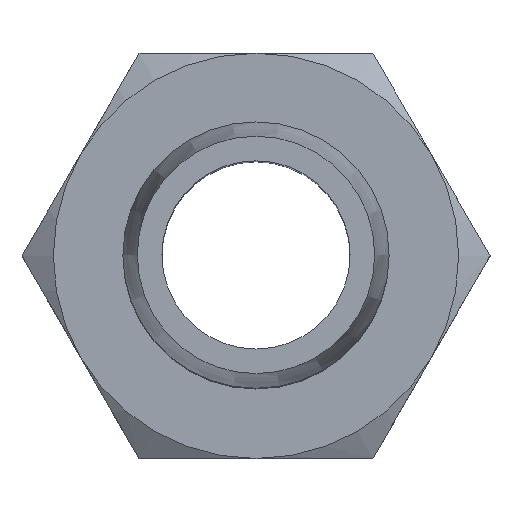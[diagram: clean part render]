
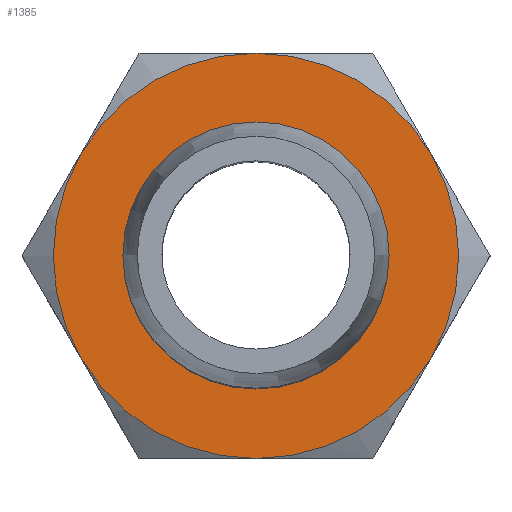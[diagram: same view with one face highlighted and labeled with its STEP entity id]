
A CAD part, top view. The second image highlights one B-rep face of the part: STEP entity #1385.
In plain terms, the highlighted face is planar.
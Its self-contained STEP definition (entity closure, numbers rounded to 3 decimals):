
#680=PLANE('',#1298);
#742=ORIENTED_EDGE('',*,*,#919,.T.);
#743=ORIENTED_EDGE('',*,*,#920,.T.);
#744=ORIENTED_EDGE('',*,*,#921,.T.);
#745=ORIENTED_EDGE('',*,*,#918,.T.);
#746=ORIENTED_EDGE('',*,*,#922,.T.);
#747=ORIENTED_EDGE('',*,*,#923,.T.);
#748=ORIENTED_EDGE('',*,*,#924,.F.);
#818=CIRCLE('',#1297,7.);
#819=CIRCLE('',#1299,7.);
#820=CIRCLE('',#1300,7.);
#821=CIRCLE('',#1301,7.);
#822=CIRCLE('',#1302,7.);
#823=CIRCLE('',#1303,7.);
#824=CIRCLE('',#1304,4.6);
#851=VERTEX_POINT('',#1439);
#856=VERTEX_POINT('',#1451);
#859=VERTEX_POINT('',#1461);
#862=VERTEX_POINT('',#1471);
#863=VERTEX_POINT('',#1477);
#866=VERTEX_POINT('',#1490);
#867=VERTEX_POINT('',#1493);
#918=EDGE_CURVE('',#862,#863,#818,.T.);
#919=EDGE_CURVE('',#851,#856,#819,.T.);
#920=EDGE_CURVE('',#856,#859,#820,.T.);
#921=EDGE_CURVE('',#859,#862,#821,.T.);
#922=EDGE_CURVE('',#863,#866,#822,.T.);
#923=EDGE_CURVE('',#866,#851,#823,.T.);
#924=EDGE_CURVE('',#867,#867,#824,.T.);
#959=EDGE_LOOP('',(#742,#743,#744,#745,#746,#747));
#960=EDGE_LOOP('',(#748));
#1017=FACE_BOUND('',#959,.T.);
#1018=FACE_BOUND('',#960,.T.);
#1147=DIRECTION('',(0.,1.,0.));
#1148=DIRECTION('',(0.,0.,-7.));
#1149=DIRECTION('',(0.,1.,0.));
#1150=DIRECTION('',(1.,0.,0.));
#1151=DIRECTION('',(0.,1.,0.));
#1152=DIRECTION('',(0.,0.,7.));
#1153=DIRECTION('',(0.,1.,0.));
#1154=DIRECTION('',(6.062,0.,3.5));
#1155=DIRECTION('',(0.,1.,0.));
#1156=DIRECTION('',(6.062,0.,-3.5));
#1157=DIRECTION('',(0.,1.,0.));
#1158=DIRECTION('',(-6.062,0.,-3.5));
#1159=DIRECTION('',(0.,1.,0.));
#1160=DIRECTION('',(-6.062,0.,3.5));
#1161=DIRECTION('',(0.,1.,0.));
#1162=DIRECTION('',(4.6,0.,0.));
#1297=AXIS2_PLACEMENT_3D('',#1485,#1147,#1148);
#1298=AXIS2_PLACEMENT_3D('',#1486,#1149,#1150);
#1299=AXIS2_PLACEMENT_3D('',#1487,#1151,#1152);
#1300=AXIS2_PLACEMENT_3D('',#1488,#1153,#1154);
#1301=AXIS2_PLACEMENT_3D('',#1489,#1155,#1156);
#1302=AXIS2_PLACEMENT_3D('',#1491,#1157,#1158);
#1303=AXIS2_PLACEMENT_3D('',#1492,#1159,#1160);
#1304=AXIS2_PLACEMENT_3D('',#1494,#1161,#1162);
#1385=ADVANCED_FACE('',(#1017,#1018),#680,.T.);
#1439=CARTESIAN_POINT('',(120.634,73.745,7.));
#1451=CARTESIAN_POINT('',(126.696,73.745,3.5));
#1461=CARTESIAN_POINT('',(126.696,73.745,-3.5));
#1471=CARTESIAN_POINT('',(120.634,73.745,-7.));
#1477=CARTESIAN_POINT('',(114.572,73.745,-3.5));
#1485=CARTESIAN_POINT('',(120.634,73.745,0.));
#1486=CARTESIAN_POINT('',(127.634,73.745,0.));
#1487=CARTESIAN_POINT('',(120.634,73.745,0.));
#1488=CARTESIAN_POINT('',(120.634,73.745,0.));
#1489=CARTESIAN_POINT('',(120.634,73.745,0.));
#1490=CARTESIAN_POINT('',(114.572,73.745,3.5));
#1491=CARTESIAN_POINT('',(120.634,73.745,0.));
#1492=CARTESIAN_POINT('',(120.634,73.745,0.));
#1493=CARTESIAN_POINT('',(125.234,73.745,0.));
#1494=CARTESIAN_POINT('',(120.634,73.745,0.));
